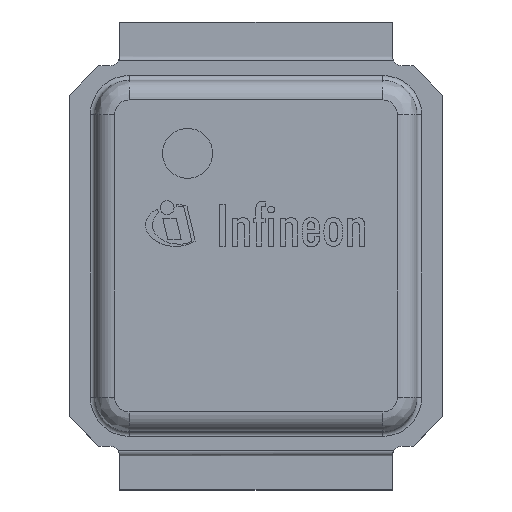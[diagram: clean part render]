
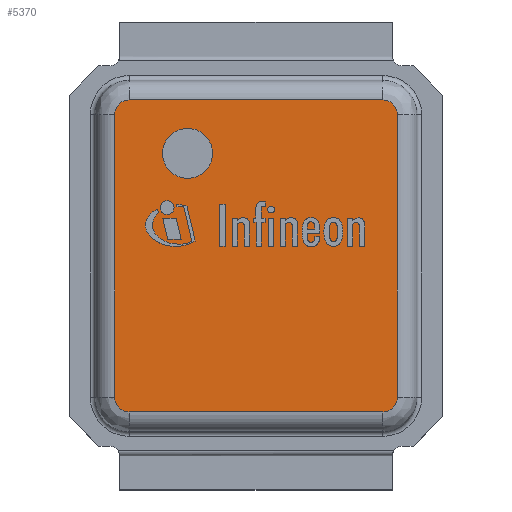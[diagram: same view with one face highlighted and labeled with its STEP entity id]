
A CAD part, top view. The second image highlights one B-rep face of the part: STEP entity #5370.
In plain terms, the highlighted planar face has unit normal (0, 0, 1).
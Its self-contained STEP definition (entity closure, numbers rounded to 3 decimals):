
#58=CIRCLE($,#5723,0.256);
#83=CIRCLE($,#5766,0.15);
#86=CIRCLE($,#5770,0.15);
#90=CIRCLE($,#5775,0.15);
#94=CIRCLE($,#5780,0.15);
#377=FACE_BOUND($,#1972,.T.);
#378=FACE_BOUND($,#1973,.T.);
#403=PLANE($,#5785);
#613=LINE($,#9033,#1048);
#615=LINE($,#9053,#1050);
#617=LINE($,#9071,#1052);
#618=LINE($,#9085,#1053);
#1048=VECTOR($,#6650,2.9);
#1050=VECTOR($,#6662,2.6);
#1052=VECTOR($,#6674,2.9);
#1053=VECTOR($,#6681,2.6);
#1972=EDGE_LOOP($,(#3994));
#1973=EDGE_LOOP($,(#3995,#3996,#3997,#3998,#3999,#4000,#4001,#4002));
#2352=VERTEX_POINT($,#8826);
#2401=VERTEX_POINT($,#9024);
#2402=VERTEX_POINT($,#9026);
#2404=VERTEX_POINT($,#9031);
#2406=VERTEX_POINT($,#9045);
#2408=VERTEX_POINT($,#9051);
#2409=VERTEX_POINT($,#9064);
#2410=VERTEX_POINT($,#9069);
#2411=VERTEX_POINT($,#9081);
#2927=EDGE_CURVE($,#2352,#2352,#58,.T.);
#2997=EDGE_CURVE($,#2402,#2401,#83,.T.);
#2999=EDGE_CURVE($,#2404,#2402,#613,.T.);
#3002=EDGE_CURVE($,#2406,#2404,#86,.T.);
#3005=EDGE_CURVE($,#2408,#2406,#615,.T.);
#3008=EDGE_CURVE($,#2409,#2408,#90,.T.);
#3011=EDGE_CURVE($,#2410,#2409,#617,.T.);
#3013=EDGE_CURVE($,#2411,#2410,#94,.T.);
#3014=EDGE_CURVE($,#2401,#2411,#618,.T.);
#3994=ORIENTED_EDGE($,*,*,#2927,.F.);
#3995=ORIENTED_EDGE($,*,*,#2997,.F.);
#3996=ORIENTED_EDGE($,*,*,#2999,.F.);
#3997=ORIENTED_EDGE($,*,*,#3002,.F.);
#3998=ORIENTED_EDGE($,*,*,#3005,.F.);
#3999=ORIENTED_EDGE($,*,*,#3008,.F.);
#4000=ORIENTED_EDGE($,*,*,#3011,.F.);
#4001=ORIENTED_EDGE($,*,*,#3013,.F.);
#4002=ORIENTED_EDGE($,*,*,#3014,.F.);
#5370=ADVANCED_FACE($,(#377,#378),#403,.T.);
#5723=AXIS2_PLACEMENT_3D($,#8827,#6519,#6520);
#5766=AXIS2_PLACEMENT_3D($,#9028,#6644,#6645);
#5770=AXIS2_PLACEMENT_3D($,#9047,#6654,#6655);
#5775=AXIS2_PLACEMENT_3D($,#9066,#6666,#6667);
#5780=AXIS2_PLACEMENT_3D($,#9083,#6677,#6678);
#5785=AXIS2_PLACEMENT_3D($,#9092,#6691,#6692);
#6519=DIRECTION('center_axis',(0.,0.,1.));
#6520=DIRECTION('ref_axis',(-1.,0.,0.));
#6644=DIRECTION('center_axis',(0.,0.,-1.));
#6645=DIRECTION('ref_axis',(0.707,-0.707,0.));
#6650=DIRECTION($,(0.,-1.,0.));
#6654=DIRECTION('center_axis',(0.,0.,-1.));
#6655=DIRECTION('ref_axis',(0.707,0.707,0.));
#6662=DIRECTION($,(1.,0.,0.));
#6666=DIRECTION('center_axis',(0.,0.,-1.));
#6667=DIRECTION('ref_axis',(-0.707,0.707,0.));
#6674=DIRECTION($,(0.,1.,0.));
#6677=DIRECTION('center_axis',(0.,0.,-1.));
#6678=DIRECTION('ref_axis',(-0.707,-0.707,0.));
#6681=DIRECTION($,(-1.,0.,0.));
#6691=DIRECTION('center_axis',(0.,0.,1.));
#6692=DIRECTION('ref_axis',(0.,-1.,0.));
#8826=CARTESIAN_POINT('',(-0.446,1.052,0.645));
#8827=CARTESIAN_POINT('Origin',(-0.702,1.052,0.645));
#9024=CARTESIAN_POINT('',(1.3,-1.6,0.645));
#9026=CARTESIAN_POINT('',(1.45,-1.45,0.645));
#9028=CARTESIAN_POINT('Origin',(1.3,-1.45,0.645));
#9031=CARTESIAN_POINT('',(1.45,1.45,0.645));
#9033=CARTESIAN_POINT($,(1.45,1.75,0.645));
#9045=CARTESIAN_POINT('',(1.3,1.6,0.645));
#9047=CARTESIAN_POINT('Origin',(1.3,1.45,0.645));
#9051=CARTESIAN_POINT('',(-1.3,1.6,0.645));
#9053=CARTESIAN_POINT($,(-0.65,1.6,0.645));
#9064=CARTESIAN_POINT('',(-1.45,1.45,0.645));
#9066=CARTESIAN_POINT('Origin',(-1.3,1.45,0.645));
#9069=CARTESIAN_POINT('',(-1.45,-1.45,0.645));
#9071=CARTESIAN_POINT($,(-1.45,0.3,0.645));
#9081=CARTESIAN_POINT('',(-1.3,-1.6,0.645));
#9083=CARTESIAN_POINT('Origin',(-1.3,-1.45,0.645));
#9085=CARTESIAN_POINT($,(0.65,-1.6,0.645));
#9092=CARTESIAN_POINT('Origin',(0.,2.05,0.645));
